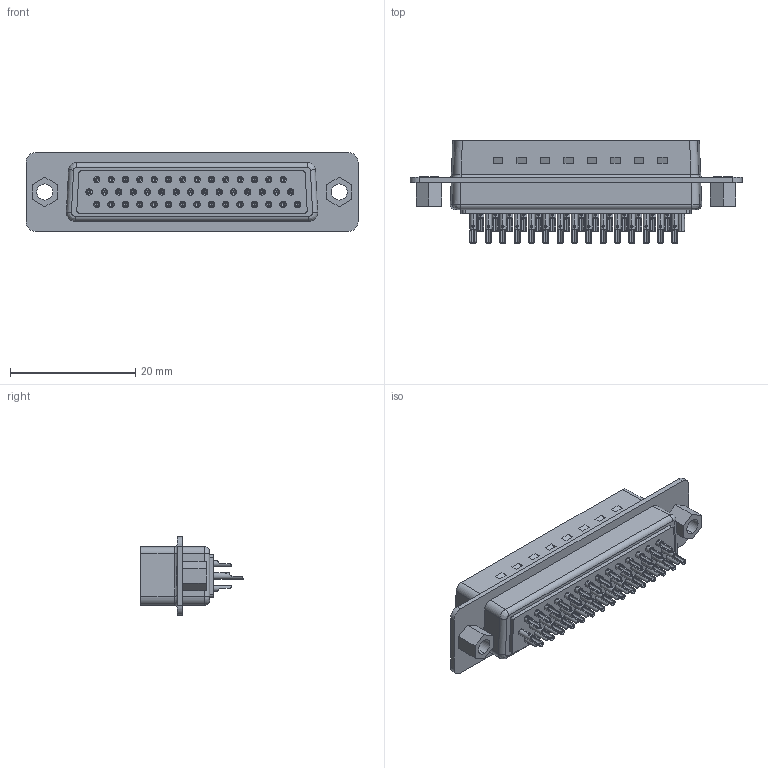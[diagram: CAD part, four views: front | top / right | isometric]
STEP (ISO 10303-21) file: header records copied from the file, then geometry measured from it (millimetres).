
FILE_DESCRIPTION( ('This file contains a STEP AP42 implementation' ,'as created by ZW3D STEP Interface translator.') ,'2;1' );
FILE_NAME( '6210-XXMBXXB01.stp' ,'2311 9.105713', (''), ('ZWCAD Software Co.'), 'Version 1.0', 'ZW3D to STEP translator', '' );
FILE_SCHEMA(('AUTOMOTIVE_DESIGN { 1 0 10303 214 1 1 1 1 }'));
Length unit declared in the file: millimetre
Products named in the file (2): 0; 001
Bounding box: 53.04 x 16.44 x 12.55 mm (x, y, z)
Volume: 2207.1 mm3; surface area: 6051 mm2
Topology: 3 solids, 3 shells, 1994 faces, 5343 edges, 3274 vertices
Faces by surface type: cylinder 1004, plane 525, torus 187, sphere 176, bspline 98, cone 4
Entity records: 83720 total; most frequent: CARTESIAN_POINT 34718, ORIENTED_EDGE 10334, DIRECTION 9008, EDGE_CURVE 5167, AXIS2_PLACEMENT_3D 3591, VERTEX_POINT 3274, EDGE_LOOP 2185, FACE_OUTER_BOUND 1994
